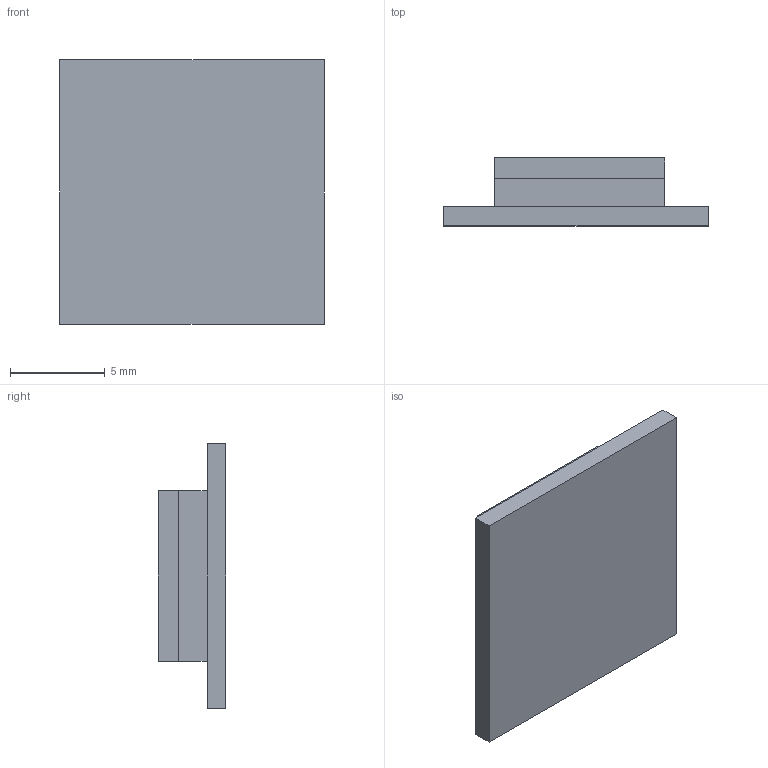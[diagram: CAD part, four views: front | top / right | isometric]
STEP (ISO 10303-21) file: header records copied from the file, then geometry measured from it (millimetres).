
FILE_DESCRIPTION (( 'STEP AP214' ), '1' );
FILE_NAME ('16L-6X6-LGA_Assembly_20230207_V1.2.STEP', '2023-02-08T07:05:03', ( 'PXI' ), ( '' ), 'SwSTEP 2.0', 'SolidWorks 2013', '' );
FILE_SCHEMA (( 'AUTOMOTIVE_DESIGN' ));
Length unit declared in the file: millimetre
Products named in the file (5): ProtectiveCoverGlass-holder_9sq; CoverGlass1.1_9x9_1; 16L-6x6-LGA_Sanitized_1; Customer PCB; 16L-6X6-LGA_Assembly_20230207_V1.2
Assembly tree (4 placements, depth 2):
  16L-6X6-LGA_Assembly_20230207_V1.2
    Customer PCB
    16L-6x6-LGA_Sanitized_1
    CoverGlass1.1_9x9_1
    ProtectiveCoverGlass-holder_9sq
Bounding box: 14 x 3.59 x 14 mm (x, y, z)
Volume: 384.2 mm3; surface area: 937 mm2
Topology: 4 solids, 4 shells, 560 faces, 1564 edges, 1041 vertices
Faces by surface type: plane 481, cylinder 77, cone 2
Entity records: 23994 total; most frequent: CARTESIAN_POINT 3208, ORIENTED_EDGE 3128, DIRECTION 2840, EDGE_CURVE 1564, LINE 1398, VECTOR 1398, VERTEX_POINT 1041, AXIS2_PLACEMENT_3D 721
